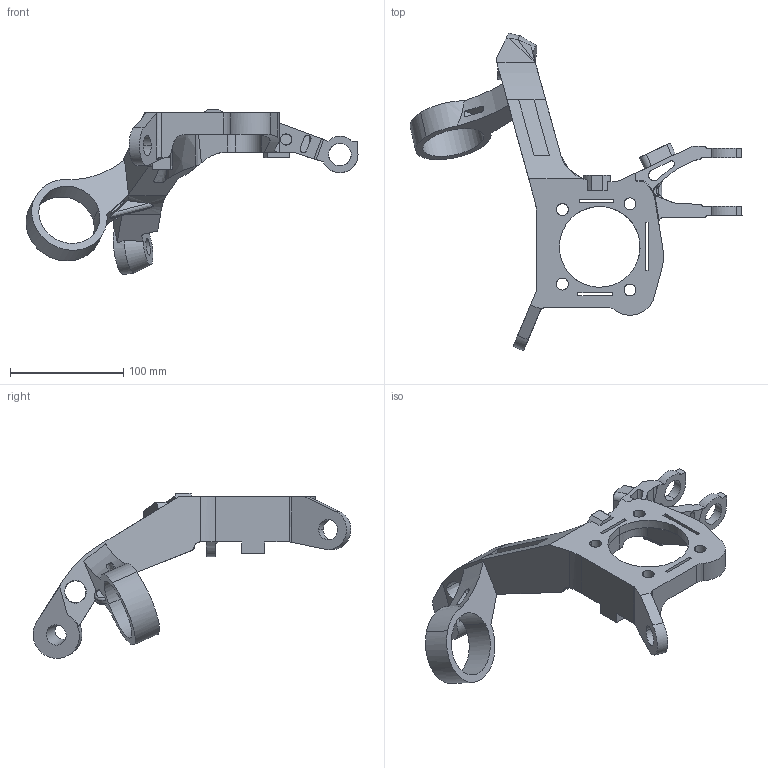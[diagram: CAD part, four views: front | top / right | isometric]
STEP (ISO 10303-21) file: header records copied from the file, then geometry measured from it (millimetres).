
FILE_DESCRIPTION(/* description */ (''),/* implementation_level */ '2;1');
FILE_NAME(/* name */ 'modele_feature_nurbs2_rhino_merged',/* time_stamp */ '2006-12-01T09:40:51+01:00',/* author */ (''),/* organization */ (''),/* preprocessor_version */ 'ST-DEVELOPER v8',/* originating_system */ '',/* authorisation */ '');
FILE_SCHEMA (('CONFIG_CONTROL_DESIGN'));
Length unit declared in the file: metre
Products named in the file (1): 3
Bounding box: 292.97 x 280.39 x 145.61 mm (x, y, z)
Volume: 441061.5 mm3; surface area: 107558.4 mm2
Topology: 1 solids, 1 shells, 249 faces, 723 edges, 476 vertices
Faces by surface type: bspline 249
Entity records: 8767 total; most frequent: CARTESIAN_POINT 4602, ORIENTED_EDGE 1444, EDGE_CURVE 722, B_SPLINE_CURVE_WITH_KNOTS 490, VERTEX_POINT 476, EDGE_LOOP 286, ADVANCED_FACE 249, FACE_OUTER_BOUND 249
